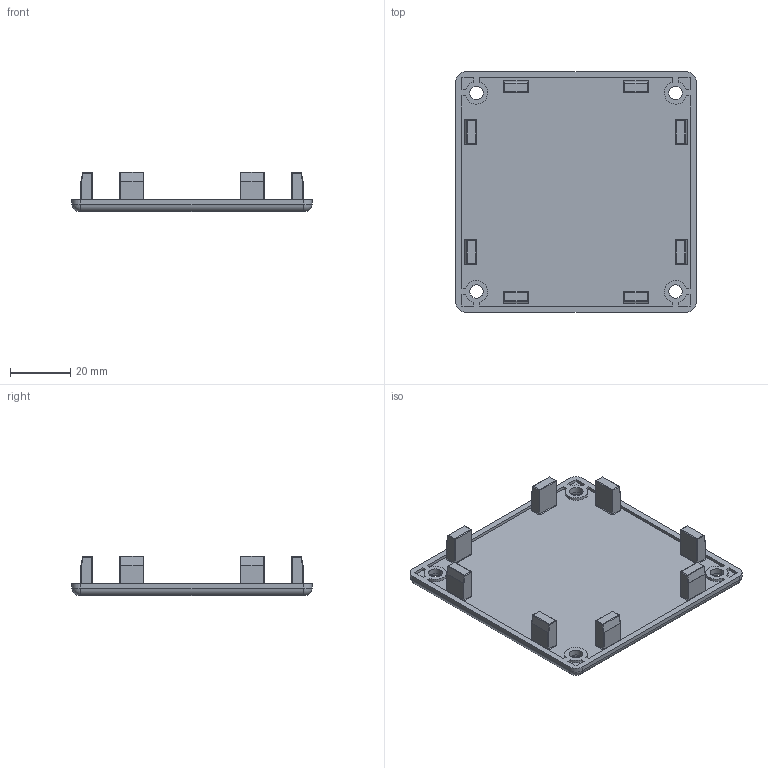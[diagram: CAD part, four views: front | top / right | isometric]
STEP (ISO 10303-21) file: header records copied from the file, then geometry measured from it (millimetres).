
FILE_DESCRIPTION(('STEP AP214'),'1');
FILE_NAME('fath_091195.stp','2017-09-06T22:25:50',('TraceParts'),('TraceParts S.A.'),'Spatial InterOp 3D',' ',' ');
FILE_SCHEMA(('automotive_design'));
Length unit declared in the file: millimetre
Products named in the file (1): fath_091195
Bounding box: 80 x 80 x 13 mm (x, y, z)
Volume: 21399.6 mm3; surface area: 16068.7 mm2
Topology: 1 solids, 1 shells, 331 faces, 760 edges, 408 vertices
Faces by surface type: cylinder 156, plane 91, sphere 48, torus 36
Entity records: 11583 total; most frequent: DIRECTION 1732, CARTESIAN_POINT 1460, ORIENTED_EDGE 1440, EDGE_CURVE 720, AXIS2_PLACEMENT_3D 680, VERTEX_POINT 408, LINE 372, VECTOR 372
